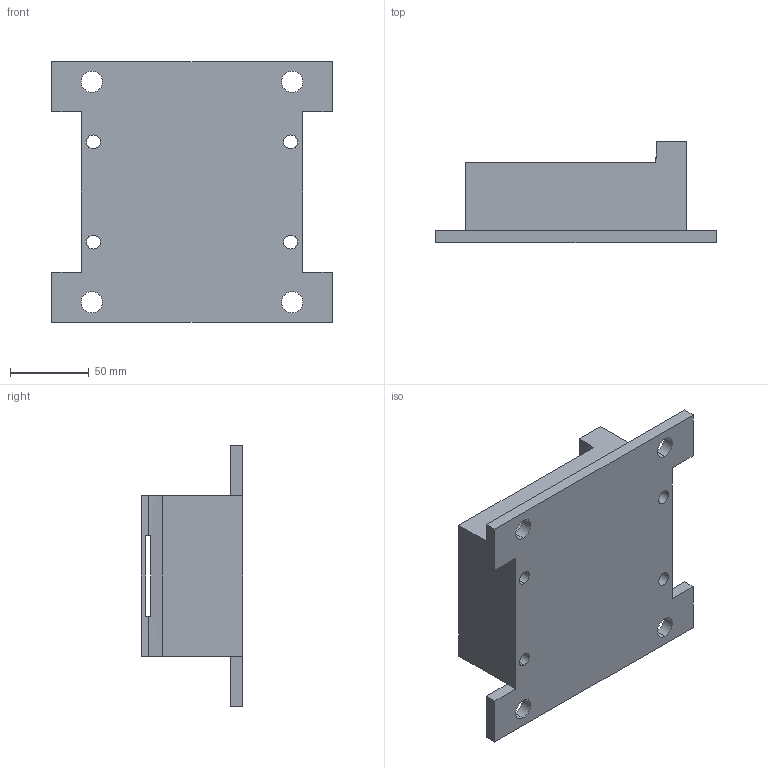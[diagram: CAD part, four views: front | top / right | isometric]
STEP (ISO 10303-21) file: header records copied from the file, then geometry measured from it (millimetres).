
FILE_DESCRIPTION (( 'STEP AP214' ), '1' );
FILE_NAME ('Fin Slot Fixture End.STEP', '2025-01-29T02:49:02', ( '' ), ( '' ), 'SwSTEP 2.0', 'SolidWorks 2024', '' );
FILE_SCHEMA (( 'AUTOMOTIVE_DESIGN' ));
Length unit declared in the file: inch
Products named in the file (1): Fin Slot Fixture End
Bounding box: 177.8 x 64.41 x 165.1 mm (x, y, z)
Volume: 507176.6 mm3; surface area: 92897.5 mm2
Topology: 1 solids, 1 shells, 42 faces, 119 edges, 78 vertices
Faces by surface type: plane 24, cylinder 18
Entity records: 1435 total; most frequent: DIRECTION 246, CARTESIAN_POINT 240, ORIENTED_EDGE 238, EDGE_CURVE 119, AXIS2_PLACEMENT_3D 84, VECTOR 78, VERTEX_POINT 78, LINE 78
